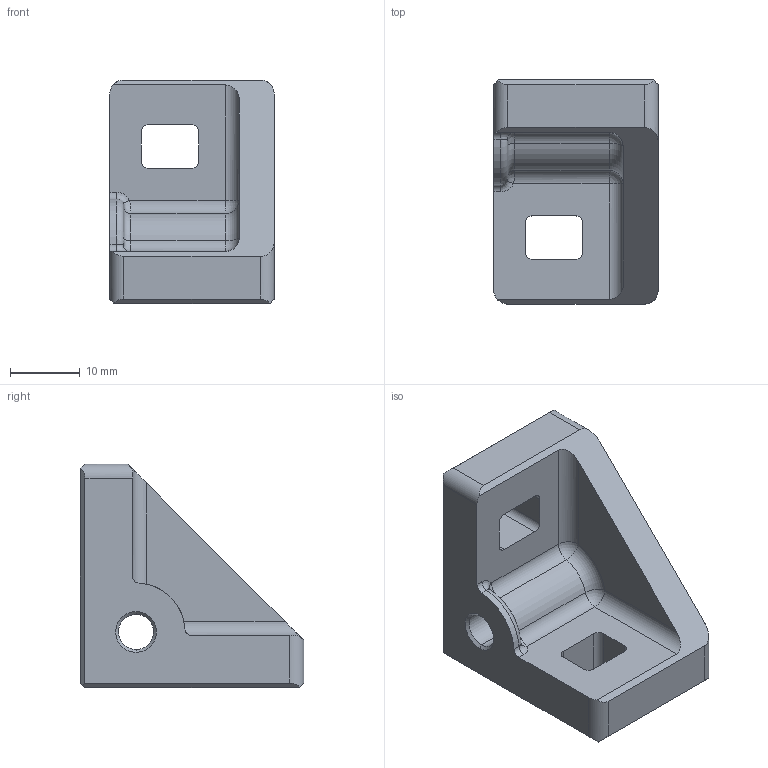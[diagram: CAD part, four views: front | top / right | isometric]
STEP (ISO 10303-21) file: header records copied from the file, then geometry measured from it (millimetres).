
FILE_DESCRIPTION(('STEP AP214'),'1');
FILE_NAME('cctmp_2991A3E5-23B0-42AB-93B5-5706882E8942_2020_1_14_8_44_58_711..stp','2020-01-14T07:44:58',('Bosch Rexroth AG'),('CADClick - www.CADClick.com'),'Spatial InterOp 3D',' ','unknown authorization - (Healing Option Enabled)');
FILE_SCHEMA(('AUTOMOTIVE_DESIGN'));
Length unit declared in the file: millimetre
Products named in the file (1): 2020_01_14__08-44-58-711
Bounding box: 23.5 x 32 x 32 mm (x, y, z)
Volume: 10638.4 mm3; surface area: 4679.5 mm2
Topology: 1 solids, 1 shells, 60 faces, 159 edges, 100 vertices
Faces by surface type: plane 25, cylinder 22, cone 4, bspline 4, torus 3, sphere 2
Entity records: 3622 total; most frequent: CARTESIAN_POINT 1621, ORIENTED_EDGE 316, DIRECTION 312, EDGE_CURVE 158, AXIS2_PLACEMENT_3D 111, VERTEX_POINT 100, LINE 90, VECTOR 90
